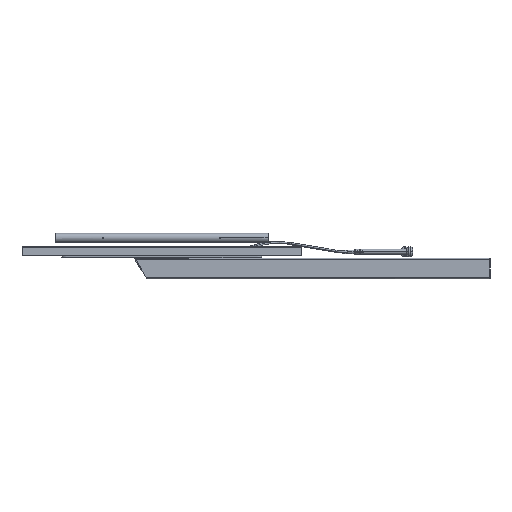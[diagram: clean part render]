
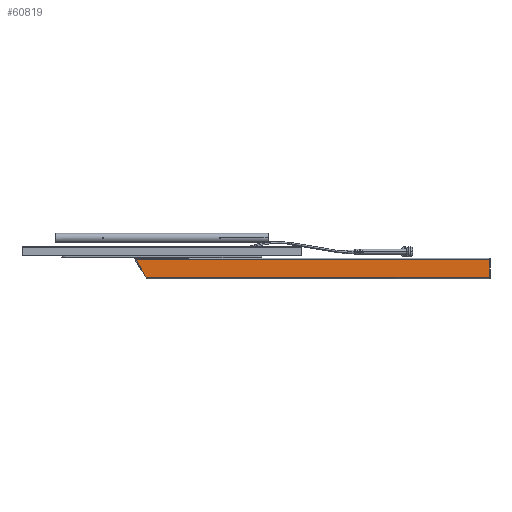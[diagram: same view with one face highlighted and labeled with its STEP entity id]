
A CAD part, left-side view. The second image highlights one B-rep face of the part: STEP entity #60819.
In plain terms, the highlighted face is planar.
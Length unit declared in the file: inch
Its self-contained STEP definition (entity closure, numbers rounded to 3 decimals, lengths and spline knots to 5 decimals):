
#2573 = LINE ( 'NONE', #43956, #7157 ) ;
#6731 = CARTESIAN_POINT ( 'NONE',  ( 1.71875, 0., -1.46875 ) ) ;
#7157 = VECTOR ( 'NONE', #15768, 39.37008 ) ;
#11468 = VERTEX_POINT ( 'NONE', #34047 ) ;
#12733 = LINE ( 'NONE', #92536, #86656 ) ;
#13840 = CARTESIAN_POINT ( 'NONE',  ( 1.71875, 59.85566, -1.46875 ) ) ;
#15768 = DIRECTION ( 'NONE',  ( 0., 0., -1. ) ) ;
#16305 = EDGE_CURVE ( 'NONE', #67301, #68014, #12733, .T. ) ;
#18909 = ORIENTED_EDGE ( 'NONE', *, *, #19769, .F. ) ;
#19216 = CARTESIAN_POINT ( 'NONE',  ( 1.71875, 60., 1.71875 ) ) ;
#19769 = EDGE_CURVE ( 'NONE', #62745, #68014, #71832, .T. ) ;
#24024 = EDGE_CURVE ( 'NONE', #62745, #11468, #45855, .T. ) ;
#26276 = DIRECTION ( 'NONE',  ( 0., 0., 1. ) ) ;
#29576 = CARTESIAN_POINT ( 'NONE',  ( 1.71875, 60., -1.71875 ) ) ;
#34047 = CARTESIAN_POINT ( 'NONE',  ( 1.71875, 0., 1.46875 ) ) ;
#37924 = CARTESIAN_POINT ( 'NONE',  ( 1.71875, 60., 1.46875 ) ) ;
#43214 = AXIS2_PLACEMENT_3D ( 'NONE', #19216, #62876, #26276 ) ;
#43956 = CARTESIAN_POINT ( 'NONE',  ( 1.71875, 0., 1.71875 ) ) ;
#45855 = LINE ( 'NONE', #37924, #79139 ) ;
#53814 = DIRECTION ( 'NONE',  ( 0., -1., 0. ) ) ;
#56804 = CARTESIAN_POINT ( 'NONE',  ( 1.71875, 58.1597, 1.46875 ) ) ;
#56815 = DIRECTION ( 'NONE',  ( 0., 0.5, -0.866 ) ) ;
#60819 = ADVANCED_FACE ( 'NONE', ( #80320 ), #75574, .F. ) ;
#62745 = VERTEX_POINT ( 'NONE', #56804 ) ;
#62876 = DIRECTION ( 'NONE',  ( -1., 0., 0. ) ) ;
#66830 = ORIENTED_EDGE ( 'NONE', *, *, #24024, .T. ) ;
#67301 = VERTEX_POINT ( 'NONE', #6731 ) ;
#68014 = VERTEX_POINT ( 'NONE', #13840 ) ;
#70070 = ORIENTED_EDGE ( 'NONE', *, *, #75184, .T. ) ;
#71832 = LINE ( 'NONE', #29576, #90887 ) ;
#75184 = EDGE_CURVE ( 'NONE', #11468, #67301, #2573, .T. ) ;
#75574 = PLANE ( 'NONE',  #43214 ) ;
#79139 = VECTOR ( 'NONE', #53814, 39.37008 ) ;
#80320 = FACE_OUTER_BOUND ( 'NONE', #82610, .T. ) ;
#81220 = ORIENTED_EDGE ( 'NONE', *, *, #16305, .T. ) ;
#82610 = EDGE_LOOP ( 'NONE', ( #70070, #81220, #18909, #66830 ) ) ;
#85493 = DIRECTION ( 'NONE',  ( 0., 1., 0. ) ) ;
#86656 = VECTOR ( 'NONE', #85493, 39.37008 ) ;
#90887 = VECTOR ( 'NONE', #56815, 39.37008 ) ;
#92536 = CARTESIAN_POINT ( 'NONE',  ( 1.71875, 60., -1.46875 ) ) ;
